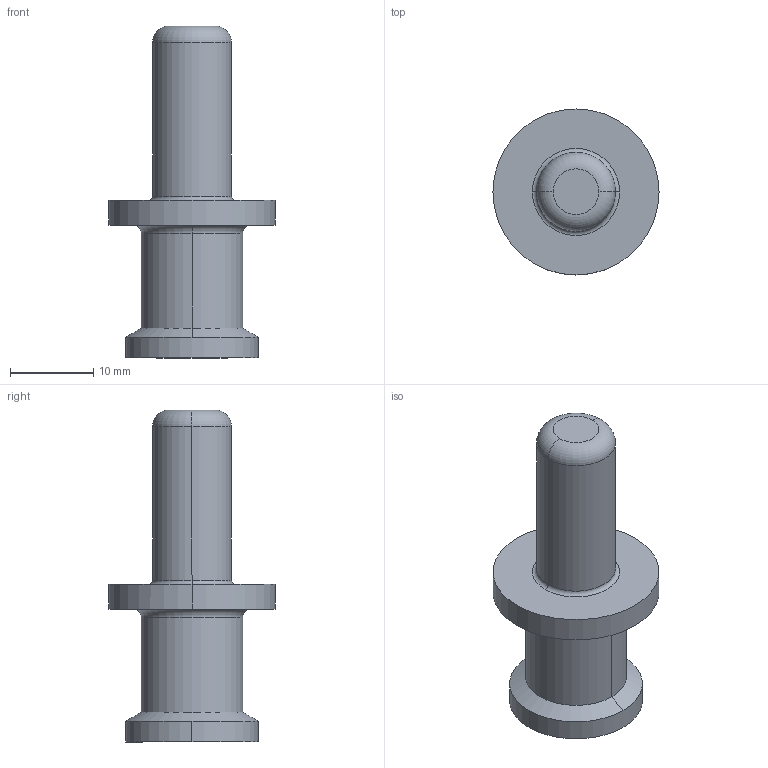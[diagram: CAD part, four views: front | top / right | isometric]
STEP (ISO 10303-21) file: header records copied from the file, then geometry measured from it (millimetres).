
FILE_DESCRIPTION(('CoCreate Modeling STEP Export'),'2;1');
FILE_NAME('CYMA_25.stp','2009-02-03T 8:43:38',(''),(''),'CoCreate Modeling STEP processor for AP214 (Solid Model)','CoCreate Modeling 16.00A 16-Aug-2008 (C) Parametric Technology GmbH','');
FILE_SCHEMA(('AUTOMOTIVE_DESIGN { 1 0 10303 214 1 1 1 1 }'));
Length unit declared in the file: millimetre
Products named in the file (2): CYMA_25
Assembly tree (1 placements, depth 2):
  CYMA_25
    CYMA_25
Bounding box: 20 x 20 x 40 mm (x, y, z)
Volume: 3882.4 mm3; surface area: 2498.8 mm2
Topology: 1 solids, 1 shells, 25 faces, 50 edges, 30 vertices
Faces by surface type: cylinder 10, torus 6, plane 5, cone 4
Entity records: 575 total; most frequent: ORIENTED_EDGE 100, DIRECTION 88, CARTESIAN_POINT 81, EDGE_CURVE 50, AXIS2_PLACEMENT_3D 37, VERTEX_POINT 30, EDGE_LOOP 28, FACE_OUTER_BOUND 25
